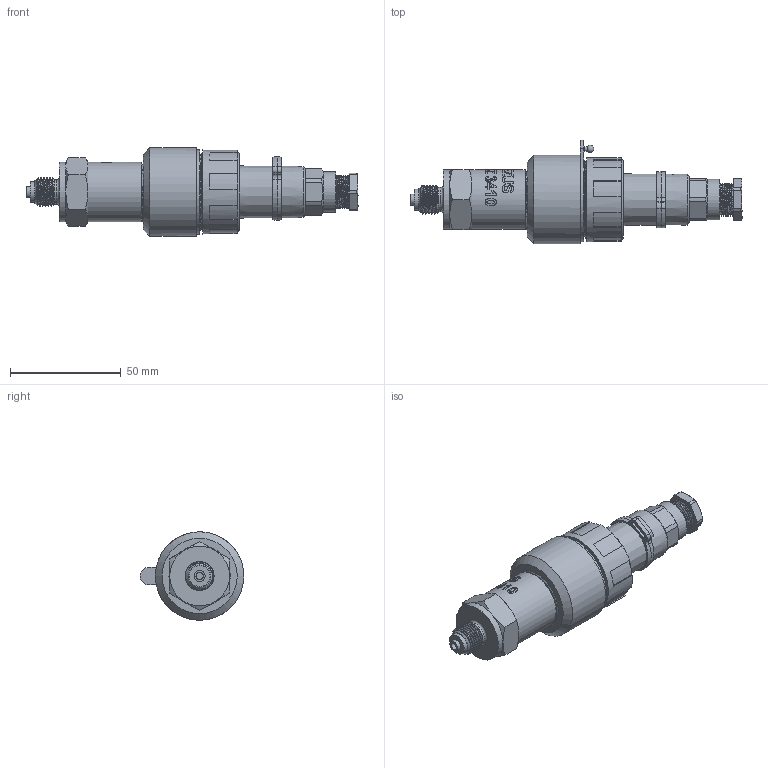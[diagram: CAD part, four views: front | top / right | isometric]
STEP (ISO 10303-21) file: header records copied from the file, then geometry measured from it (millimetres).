
FILE_DESCRIPTION(/* description */ (''),/* implementation_level */ '2;1');
FILE_NAME(/* name */ 'APZ3410_G1''4EN_Buccaneer.step',/* time_stamp */ '2021-07-09T14:28:42+03:00',/* author */ (''),/* organization */ (''),/* preprocessor_version */ 'ST-DEVELOPER v18.1',/* originating_system */ 'Autodesk Translation Framework v10.9.0.1377',/* authorisation */ '');
FILE_SCHEMA (('AUTOMOTIVE_DESIGN { 1 0 10303 214 3 1 1 }'));
Products named in the file (9): (Unsaved); Buccaneer assembly v5; Bucaneer female v5; px0736-s; px0736-s_2; Bucaneer male v11; px0735-p; px0735-p_1; G 1/4 EN
Assembly tree (8 placements, depth 5):
  (Unsaved)
    Buccaneer assembly v5
      Bucaneer female v5
        px0736-s
          px0736-s_2
      Bucaneer male v11
        px0735-p
          px0735-p_1
    G 1/4 EN
Bounding box: 150.07 x 46.89 x 40 mm (x, y, z)
Volume: 75373.8 mm3; surface area: 47646.5 mm2
Topology: 13 solids, 17 shells, 1647 faces, 4595 edges, 3041 vertices
Faces by surface type: plane 1011, bspline 272, cylinder 219, cone 122, torus 12, sphere 11
Full cylindrical faces by diameter (mm): 2.03 x1, 2.413 x4, 2.439 x6, 2.459 x2, 2.464 x2, 2.87 x4, 3 x4, 3.3 x1, 3.302 x6, 3.734 x2, 4.1 x6, 4.19 x2, 4.47 x2, 5 x1, 8.255 x1, 9.5 x1, 9.53 x2, 11 x1, 11.445 x4, 11.938 x1, 12.09 x1, 13.716 x1, 13.741 x5, 14.021 x1, 14.884 x6, 15.062 x9, 16.61 x1, 17 x1, 18 x1, 18.42 x1
Entity records: 104239 total; most frequent: CARTESIAN_POINT 63454, ORIENTED_EDGE 9164, DIRECTION 7256, EDGE_CURVE 4582, VERTEX_POINT 3041, LINE 3004, VECTOR 3004, AXIS2_PLACEMENT_3D 2126
